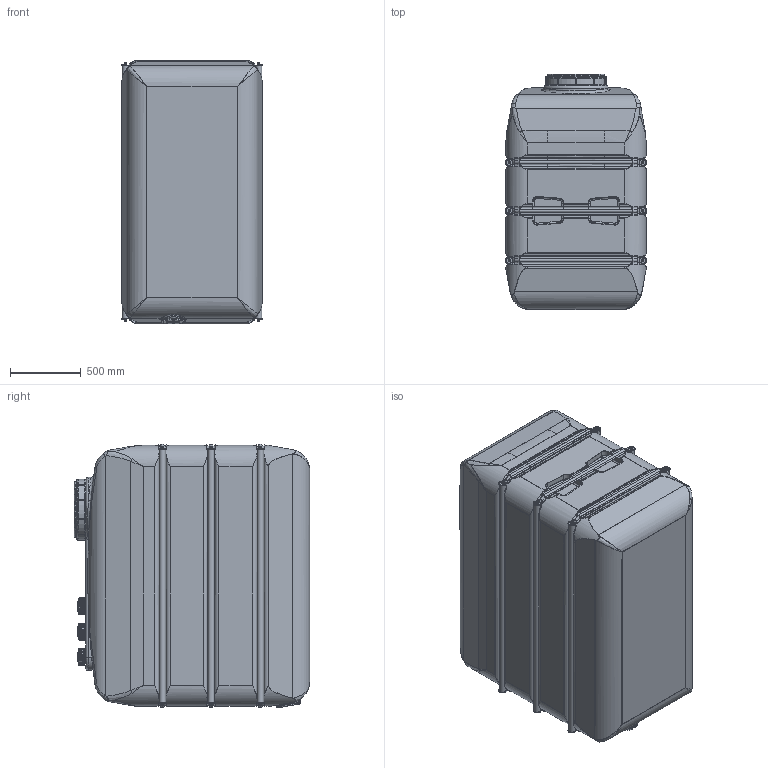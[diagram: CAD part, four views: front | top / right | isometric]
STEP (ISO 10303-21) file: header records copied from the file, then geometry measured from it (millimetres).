
FILE_DESCRIPTION(/* description */ (''),/* implementation_level */ '2;1');
FILE_NAME(/* name */ 'D625975_-DF-2500.stp',/* time_stamp */ '2023-11-01T10:41:48+01:00',/* author */ ('depo'),/* organization */ (''),/* preprocessor_version */ 'ST-DEVELOPER v18.1',/* originating_system */ 'Autodesk Inventor 2022',/* authorisation */ '');
FILE_SCHEMA (('AUTOMOTIVE_DESIGN { 1 0 10303 214 3 1 1 }'));
Products named in the file (17): D625975; 203027; 203032; 203044; Bandagen DF-2500; Längsbandage-2500; Kopfband-lang; DIN 934 - M12; DIN 933 - M12  x 35; 203035; 203030; 203046; 203045; 203031; 203037; 203036; DEHOUST_Schriftzug
Assembly tree (41 placements, depth 3):
  D625975
    203027
    203032
    Bandagen DF-2500  x3
      Längsbandage-2500
      Kopfband-lang
      DIN 933 - M12  x 35
      DIN 934 - M12
    203044
    203046  x3
    203031  x3
    203037  x3
    203045  x3
    203036  x3
    203035
      203030
      203046
      203045
      203031
      203037
      203036
    DEHOUST_Schriftzug
Bounding box: 1002 x 1669.5 x 1870.67 mm (x, y, z)
Volume: 50847302.6 mm3; surface area: 28647953.9 mm2
Topology: 75 solids, 75 shells, 3010 faces, 7705 edges, 4885 vertices
Faces by surface type: plane 1054, cylinder 960, bspline 548, torus 258, cone 166, sphere 24
Full cylindrical faces by diameter (mm): 7 x8, 8 x8, 10.106 x12, 11.053 x12, 12 x12, 17.2 x12, 44 x6, 46 x6, 48 x1, 56 x4, 56.656 x4, 58 x4, 58.5 x4, 61 x4, 64 x4, 65 x4, 66 x4, 68 x4, 73 x4, 76 x4, 81 x4, 83.5 x4, 85 x4, 86 x4, 86.2 x9, 90 x12, 92 x1, 98 x8, 99.5 x16, 102 x1
Entity records: 65403 total; most frequent: CARTESIAN_POINT 30149, ORIENTED_EDGE 7620, DIRECTION 6517, EDGE_CURVE 3810, VERTEX_POINT 2435, AXIS2_PLACEMENT_3D 2411, LINE 1695, VECTOR 1695
